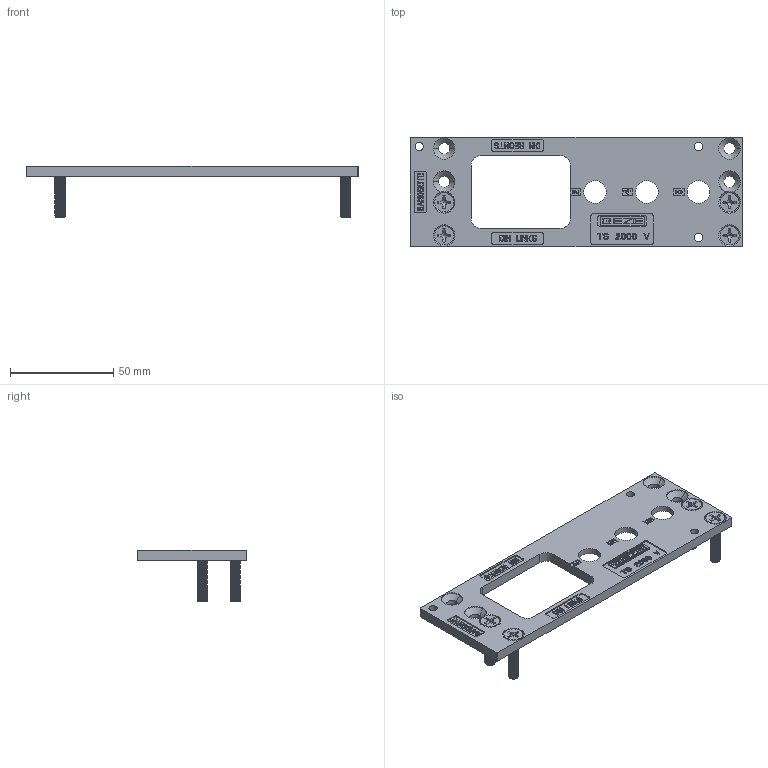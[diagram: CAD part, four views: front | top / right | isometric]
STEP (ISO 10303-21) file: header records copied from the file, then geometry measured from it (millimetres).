
FILE_DESCRIPTION(('CoCreate Modeling STEP Export'),'2;1');
FILE_NAME('Montageplatte_TS2000V_20514-K-002.stp','2011-04-27T14:45:46',(''),(''),'CoCreate Modeling STEP processor for AP214 (Solid Model)','CoCreate Modeling 17.0B 09-Oct-2010 (C) Parametric Technology GmbH','');
FILE_SCHEMA(('AUTOMOTIVE_DESIGN { 1 0 10303 214 1 1 1 1 }'));
Length unit declared in the file: millimetre
Products named in the file (3): 20514-K-002; 91420A330.2; TS2000V
Assembly tree (5 placements, depth 2):
  TS2000V
    91420A330.2  x4
    20514-K-002
Bounding box: 160.5 x 53 x 25 mm (x, y, z)
Volume: 22630.1 mm3; surface area: 21149 mm2
Topology: 5 solids, 5 shells, 2750 faces, 7431 edges, 4772 vertices
Faces by surface type: plane 1604, cylinder 629, cone 488, torus 29
Entity records: 71785 total; most frequent: CARTESIAN_POINT 20279, ORIENTED_EDGE 11120, DIRECTION 9783, EDGE_CURVE 5560, VECTOR 4735, LINE 4735, VERTEX_POINT 3638, AXIS2_PLACEMENT_3D 2524
